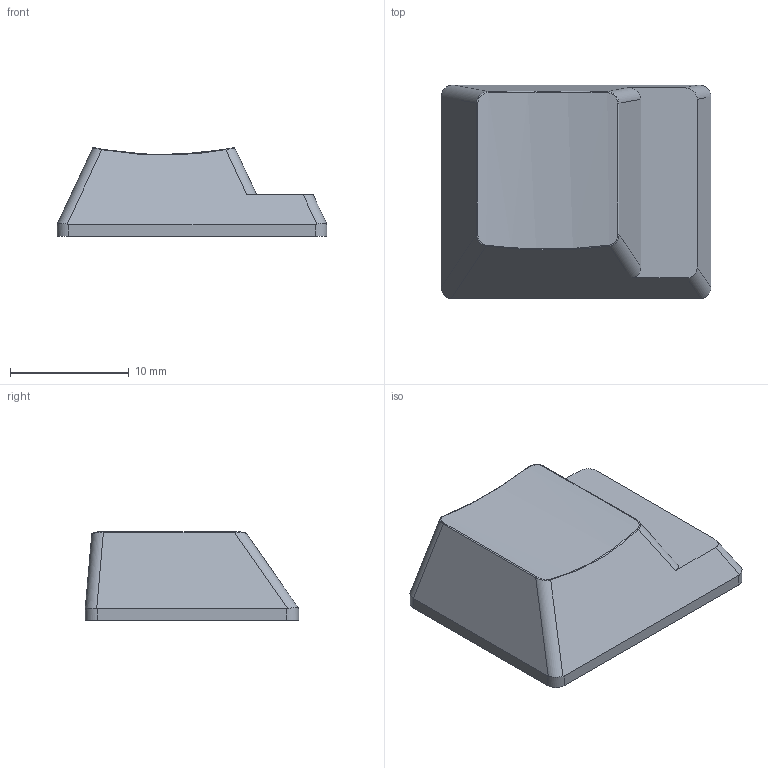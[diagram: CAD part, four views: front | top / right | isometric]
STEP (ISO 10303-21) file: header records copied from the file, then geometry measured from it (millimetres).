
FILE_DESCRIPTION(/* description */ ('STEP AP242','CAx-IF Rec.Pracs.---Representation and Presentation of Product Manufacturing Information (PMI)---4.0---2014-10-13','CAx-IF Rec.Pracs.---3D Tessellated Geometry---0.4---2014-09-14','2;1'),/* implementation_level */ '2;1');
FILE_NAME(/* name */ '666b3de97c74916d1e6d8e03',/* time_stamp */ '2024-06-13T18:43:53Z',/* author */ (''),/* organization */ (''),/* preprocessor_version */ 'ST-DEVELOPER v20',/* originating_system */ ' ',/* authorisation */ ' ');
FILE_SCHEMA (('AP242_MANAGED_MODEL_BASED_3D_ENGINEERING_MIM_LF { 1 0 10303 442 1 1 4 }'));
Length unit declared in the file: metre
Products named in the file (1): 1/1,25u step key (L)
Bounding box: 22.76 x 18 x 7.49 mm (x, y, z)
Volume: 1325.5 mm3; surface area: 1541.1 mm2
Topology: 1 solids, 1 shells, 63 faces, 166 edges, 108 vertices
Faces by surface type: plane 39, cylinder 18, bspline 6
Entity records: 2044 total; most frequent: CARTESIAN_POINT 478, ORIENTED_EDGE 332, DIRECTION 308, EDGE_CURVE 166, VERTEX_POINT 108, LINE 108, VECTOR 108, AXIS2_PLACEMENT_3D 100
